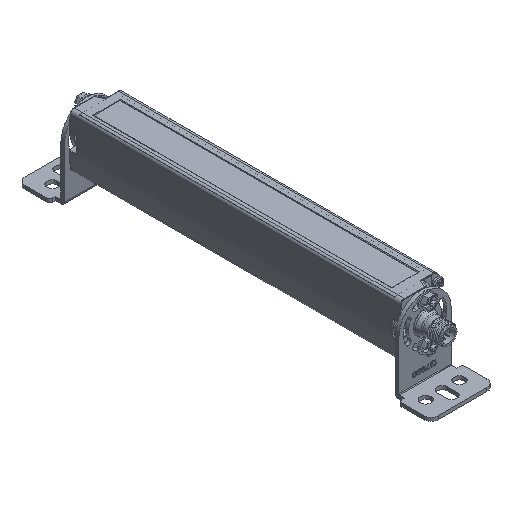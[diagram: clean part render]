
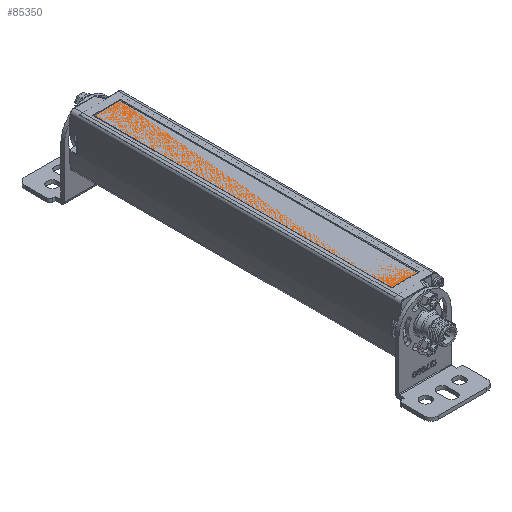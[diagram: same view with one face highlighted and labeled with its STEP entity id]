
A CAD part, isometric view. The second image highlights one B-rep face of the part: STEP entity #85350.
In plain terms, the highlighted planar face has unit normal (0, 0, 1).
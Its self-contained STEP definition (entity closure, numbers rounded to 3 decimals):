
#41593=DIRECTION('',(1.,0.,0.));
#41594=VECTOR('',#41593,17.475);
#41595=CARTESIAN_POINT('',(-8.738,97.5,34.255));
#41596=LINE('',#41595,#41594);
#41597=DIRECTION('',(0.,-1.,0.));
#41598=VECTOR('',#41597,195.);
#41599=CARTESIAN_POINT('',(-8.738,97.5,34.255));
#41600=LINE('',#41599,#41598);
#41611=DIRECTION('',(1.,0.,0.));
#41612=VECTOR('',#41611,17.475);
#41613=CARTESIAN_POINT('',(-8.738,-97.5,34.255));
#41614=LINE('',#41613,#41612);
#41615=DIRECTION('',(0.,-1.,0.));
#41616=VECTOR('',#41615,195.);
#41617=CARTESIAN_POINT('',(8.738,97.5,34.255));
#41618=LINE('',#41617,#41616);
#45614=CARTESIAN_POINT('',(-8.738,97.5,34.255));
#45615=CARTESIAN_POINT('',(-8.738,-97.5,34.255));
#45616=VERTEX_POINT('',#45614);
#45617=VERTEX_POINT('',#45615);
#45618=CARTESIAN_POINT('',(8.738,97.5,34.255));
#45619=CARTESIAN_POINT('',(8.738,-97.5,34.255));
#45620=VERTEX_POINT('',#45618);
#45621=VERTEX_POINT('',#45619);
#85336=CARTESIAN_POINT('',(-12.676,-103.,34.255));
#85337=DIRECTION('',(0.,0.,1.));
#85338=DIRECTION('',(1.,0.,0.));
#85339=AXIS2_PLACEMENT_3D('',#85336,#85337,#85338);
#85340=PLANE('',#85339);
#85342=ORIENTED_EDGE('',*,*,#85341,.F.);
#85343=ORIENTED_EDGE('',*,*,#85319,.T.);
#85345=ORIENTED_EDGE('',*,*,#85344,.T.);
#85347=ORIENTED_EDGE('',*,*,#85346,.F.);
#85348=EDGE_LOOP('',(#85342,#85343,#85345,#85347));
#85349=FACE_OUTER_BOUND('',#85348,.F.);
#85350=ADVANCED_FACE('',(#85349),#85340,.T.);
#85319=EDGE_CURVE('',#45616,#45620,#41596,.T.);
#85341=EDGE_CURVE('',#45616,#45617,#41600,.T.);
#85344=EDGE_CURVE('',#45620,#45621,#41618,.T.);
#85346=EDGE_CURVE('',#45617,#45621,#41614,.T.);
